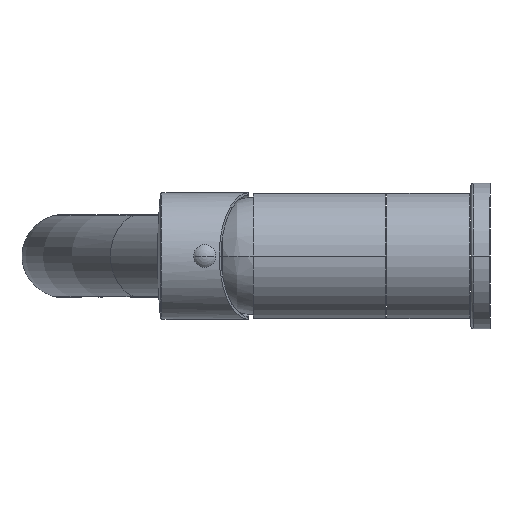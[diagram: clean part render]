
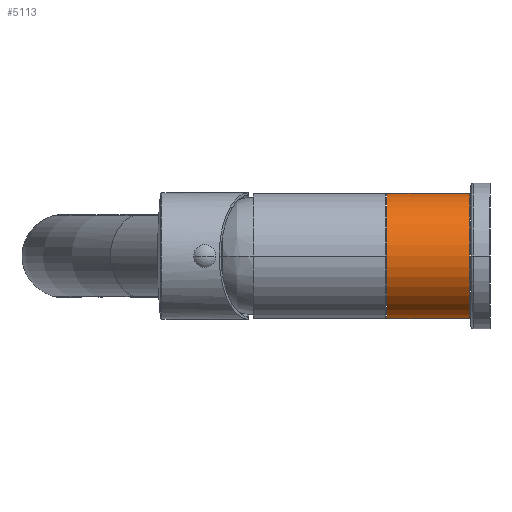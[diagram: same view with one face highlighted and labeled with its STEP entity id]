
A CAD part, left-side view. The second image highlights one B-rep face of the part: STEP entity #5113.
In plain terms, the highlighted cylindrical face has radius 21.25 mm (diameter 42.5 mm), a partial arc.
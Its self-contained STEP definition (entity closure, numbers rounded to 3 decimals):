
#4572=CARTESIAN_POINT('',(0.,6.2,0.));
#4573=DIRECTION('',(0.,-1.,0.));
#4574=DIRECTION('',(0.,0.,1.));
#4575=AXIS2_PLACEMENT_3D('',#4572,#4573,#4574);
#4577=DIRECTION('',(0.,1.,0.));
#4578=VECTOR('',#4577,28.2);
#4579=CARTESIAN_POINT('',(0.,6.2,-21.25));
#4580=LINE('',#4579,#4578);
#4581=CARTESIAN_POINT('',(0.,34.4,0.));
#4582=DIRECTION('',(0.,1.,0.));
#4583=DIRECTION('',(0.,0.,-1.));
#4584=AXIS2_PLACEMENT_3D('',#4581,#4582,#4583);
#4591=DIRECTION('',(0.,1.,0.));
#4592=VECTOR('',#4591,28.2);
#4593=CARTESIAN_POINT('',(0.,6.2,21.25));
#4594=LINE('',#4593,#4592);
#5056=CARTESIAN_POINT('',(0.,6.2,-21.25));
#5057=CARTESIAN_POINT('',(0.,6.2,21.25));
#5058=VERTEX_POINT('',#5056);
#5059=VERTEX_POINT('',#5057);
#5060=CARTESIAN_POINT('',(0.,34.4,-21.25));
#5061=CARTESIAN_POINT('',(0.,34.4,21.25));
#5062=VERTEX_POINT('',#5060);
#5063=VERTEX_POINT('',#5061);
#5098=CARTESIAN_POINT('',(0.,6.2,0.));
#5099=DIRECTION('',(0.,1.,0.));
#5100=DIRECTION('',(0.,0.,-1.));
#5101=AXIS2_PLACEMENT_3D('',#5098,#5099,#5100);
#5102=CYLINDRICAL_SURFACE('',#5101,21.25);
#5104=ORIENTED_EDGE('',*,*,#5103,.T.);
#5106=ORIENTED_EDGE('',*,*,#5105,.T.);
#5108=ORIENTED_EDGE('',*,*,#5107,.T.);
#5110=ORIENTED_EDGE('',*,*,#5109,.F.);
#5111=EDGE_LOOP('',(#5104,#5106,#5108,#5110));
#5112=FACE_OUTER_BOUND('',#5111,.F.);
#5113=ADVANCED_FACE('',(#5112),#5102,.T.);
#4576=CIRCLE('',#4575,21.25);
#4585=CIRCLE('',#4584,21.25);
#5103=EDGE_CURVE('',#5059,#5058,#4576,.T.);
#5105=EDGE_CURVE('',#5058,#5062,#4580,.T.);
#5107=EDGE_CURVE('',#5062,#5063,#4585,.T.);
#5109=EDGE_CURVE('',#5059,#5063,#4594,.T.);
